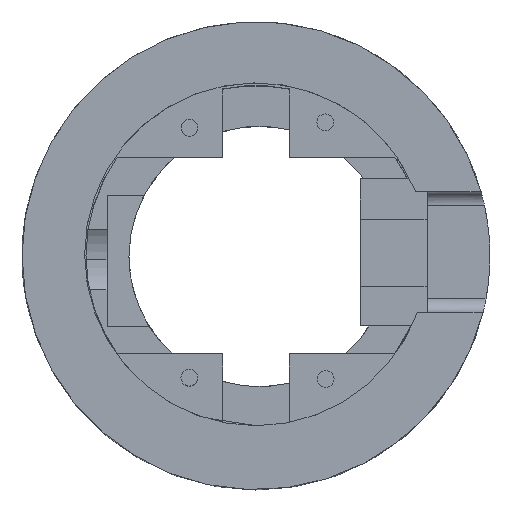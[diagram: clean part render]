
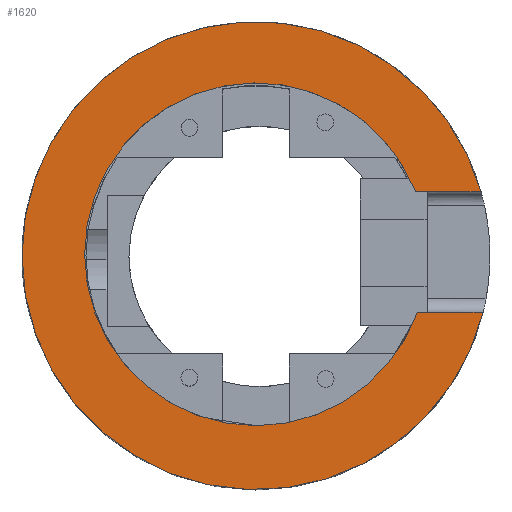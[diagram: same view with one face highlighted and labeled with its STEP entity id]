
A CAD part, top view. The second image highlights one B-rep face of the part: STEP entity #1620.
In plain terms, the highlighted planar face has unit normal (0, 0, 1).
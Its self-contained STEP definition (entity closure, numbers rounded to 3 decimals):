
#17 = ORIENTED_EDGE ( 'NONE', *, *, #2361, .T. ) ;
#24 = CARTESIAN_POINT ( 'NONE',  ( -252.064, -19.463, 115.549 ) ) ;
#137 = CARTESIAN_POINT ( 'NONE',  ( -217.064, -19.463, 115.549 ) ) ;
#138 = ORIENTED_EDGE ( 'NONE', *, *, #847, .F. ) ;
#200 = DIRECTION ( 'NONE',  ( 0., 0., 1. ) ) ;
#246 = AXIS2_PLACEMENT_3D ( 'NONE', #704, #200, #924 ) ;
#280 = CIRCLE ( 'NONE', #1936, 25.637 ) ;
#292 = DIRECTION ( 'NONE',  ( -1., 0., 0. ) ) ;
#318 = DIRECTION ( 'NONE',  ( 1., 0., 0. ) ) ;
#323 = EDGE_CURVE ( 'NONE', #405, #1383, #280, .T. ) ;
#324 = EDGE_LOOP ( 'NONE', ( #138, #17, #2129, #1909, #2087, #1871 ) ) ;
#401 = CARTESIAN_POINT ( 'NONE',  ( -242.702, -19.261, 115.549 ) ) ;
#405 = VERTEX_POINT ( 'NONE', #674 ) ;
#452 = VERTEX_POINT ( 'NONE', #1791 ) ;
#521 = LINE ( 'NONE', #1945, #1732 ) ;
#539 = EDGE_CURVE ( 'NONE', #2358, #452, #521, .T. ) ;
#627 = CARTESIAN_POINT ( 'NONE',  ( -183.095, -27.894, 115.549 ) ) ;
#674 = CARTESIAN_POINT ( 'NONE',  ( -193.201, -9.894, 115.549 ) ) ;
#704 = CARTESIAN_POINT ( 'NONE',  ( -217.065, -19.261, 115.549 ) ) ;
#780 = CARTESIAN_POINT ( 'NONE',  ( -217.064, -9.894, 115.549 ) ) ;
#847 = EDGE_CURVE ( 'NONE', #1691, #405, #1327, .T. ) ;
#894 = CARTESIAN_POINT ( 'NONE',  ( -183.398, -9.894, 115.549 ) ) ;
#924 = DIRECTION ( 'NONE',  ( 1., 0., 0. ) ) ;
#942 = DIRECTION ( 'NONE',  ( 1., 0., 0. ) ) ;
#954 = CIRCLE ( 'NONE', #1432, 35. ) ;
#1043 = EDGE_CURVE ( 'NONE', #1383, #452, #1396, .T. ) ;
#1203 = CARTESIAN_POINT ( 'NONE',  ( -217.064, -19.463, 115.549 ) ) ;
#1250 = FACE_OUTER_BOUND ( 'NONE', #324, .T. ) ;
#1269 = EDGE_CURVE ( 'NONE', #1794, #2358, #954, .T. ) ;
#1327 = LINE ( 'NONE', #780, #2113 ) ;
#1383 = VERTEX_POINT ( 'NONE', #401 ) ;
#1396 = CIRCLE ( 'NONE', #246, 25.637 ) ;
#1424 = PLANE ( 'NONE',  #1599 ) ;
#1432 = AXIS2_PLACEMENT_3D ( 'NONE', #1203, #1973, #1774 ) ;
#1516 = CARTESIAN_POINT ( 'NONE',  ( -217.065, -19.261, 115.549 ) ) ;
#1534 = DIRECTION ( 'NONE',  ( -1., 0., 0. ) ) ;
#1565 = CARTESIAN_POINT ( 'NONE',  ( -217.064, -19.463, 115.549 ) ) ;
#1599 = AXIS2_PLACEMENT_3D ( 'NONE', #137, #1965, #318 ) ;
#1601 = AXIS2_PLACEMENT_3D ( 'NONE', #1565, #2342, #1611 ) ;
#1611 = DIRECTION ( 'NONE',  ( 1., 0., 0. ) ) ;
#1620 = ADVANCED_FACE ( 'NONE', ( #1250 ), #1424, .T. ) ;
#1691 = VERTEX_POINT ( 'NONE', #894 ) ;
#1732 = VECTOR ( 'NONE', #292, 1000. ) ;
#1759 = DIRECTION ( 'NONE',  ( 0., 0., 1. ) ) ;
#1774 = DIRECTION ( 'NONE',  ( 1., 0., 0. ) ) ;
#1791 = CARTESIAN_POINT ( 'NONE',  ( -192.926, -27.894, 115.549 ) ) ;
#1794 = VERTEX_POINT ( 'NONE', #24 ) ;
#1871 = ORIENTED_EDGE ( 'NONE', *, *, #323, .F. ) ;
#1909 = ORIENTED_EDGE ( 'NONE', *, *, #539, .T. ) ;
#1936 = AXIS2_PLACEMENT_3D ( 'NONE', #1516, #1759, #942 ) ;
#1945 = CARTESIAN_POINT ( 'NONE',  ( -217.064, -27.894, 115.549 ) ) ;
#1965 = DIRECTION ( 'NONE',  ( 0., 0., 1. ) ) ;
#1973 = DIRECTION ( 'NONE',  ( 0., 0., 1. ) ) ;
#2087 = ORIENTED_EDGE ( 'NONE', *, *, #1043, .F. ) ;
#2113 = VECTOR ( 'NONE', #1534, 1000. ) ;
#2129 = ORIENTED_EDGE ( 'NONE', *, *, #1269, .T. ) ;
#2253 = CIRCLE ( 'NONE', #1601, 35. ) ;
#2342 = DIRECTION ( 'NONE',  ( 0., 0., 1. ) ) ;
#2358 = VERTEX_POINT ( 'NONE', #627 ) ;
#2361 = EDGE_CURVE ( 'NONE', #1691, #1794, #2253, .T. ) ;
